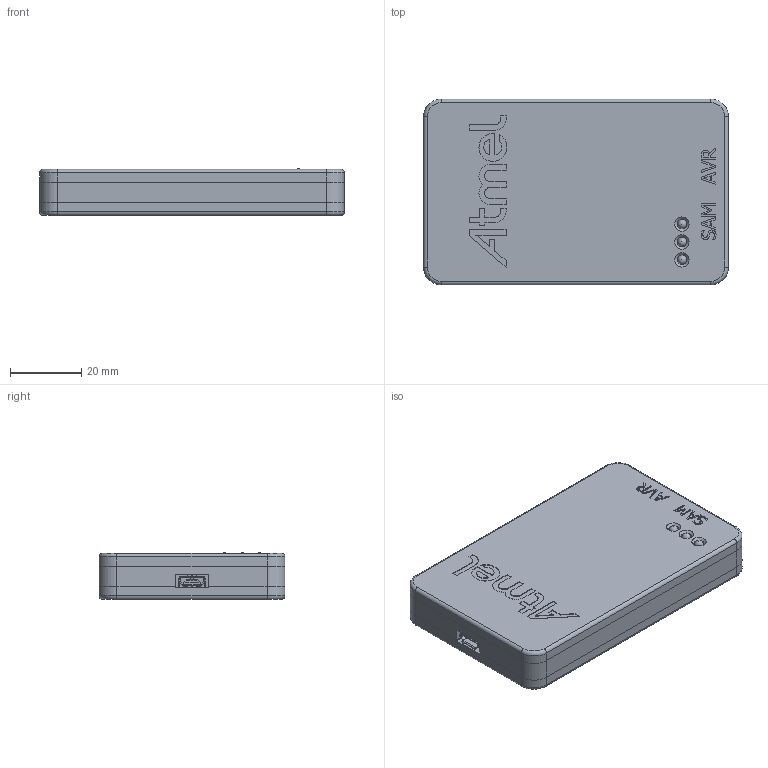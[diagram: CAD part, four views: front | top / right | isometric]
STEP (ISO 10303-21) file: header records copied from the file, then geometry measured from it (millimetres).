
FILE_DESCRIPTION(/* description */ (''),/* implementation_level */ '2;1');
FILE_NAME(/* name */ 'ATMEL ICE assembly.stp',/* time_stamp */ '2020-10-23T14:23:28+02:00',/* author */ ('Admin'),/* organization */ (''),/* preprocessor_version */ 'ST-DEVELOPER v18.1',/* originating_system */ 'Autodesk Inventor 2021',/* authorisation */ '');
FILE_SCHEMA (('AUTOMOTIVE_DESIGN { 1 0 10303 214 3 1 1 }'));
Length unit declared in the file: millimetre
Products named in the file (8): ATMEL ICE assembly; AICE_BOT; AICE_MID; AICE_TOP; 10-Pin Shrouded Header (IDC) Right Angle; ISO 7050 - ST2,2 x 4,5 - C - H; Led; MicroUSB v1
Assembly tree (13 placements, depth 2):
  ATMEL ICE assembly
    AICE_BOT
    AICE_MID
    AICE_TOP
    10-Pin Shrouded Header (IDC) Right Angle  x2
    ISO 7050 - ST2,2 x 4,5 - C - H  x4
    Led  x3
    MicroUSB v1
Bounding box: 85.3 x 52 x 13.1 mm (x, y, z)
Volume: 28087.4 mm3; surface area: 28026.8 mm2
Topology: 39 solids, 39 shells, 1625 faces, 4284 edges, 2751 vertices
Faces by surface type: plane 876, cylinder 382, bspline 185, torus 66, sphere 61, cone 55
Full cylindrical faces by diameter (mm): 1.8 x4, 2.2 x4, 2.5 x3, 2.8 x7, 3.8 x4
Entity records: 33932 total; most frequent: CARTESIAN_POINT 7637, ORIENTED_EDGE 5566, DIRECTION 5069, EDGE_CURVE 2783, LINE 1963, VECTOR 1963, VERTEX_POINT 1804, AXIS2_PLACEMENT_3D 1553
